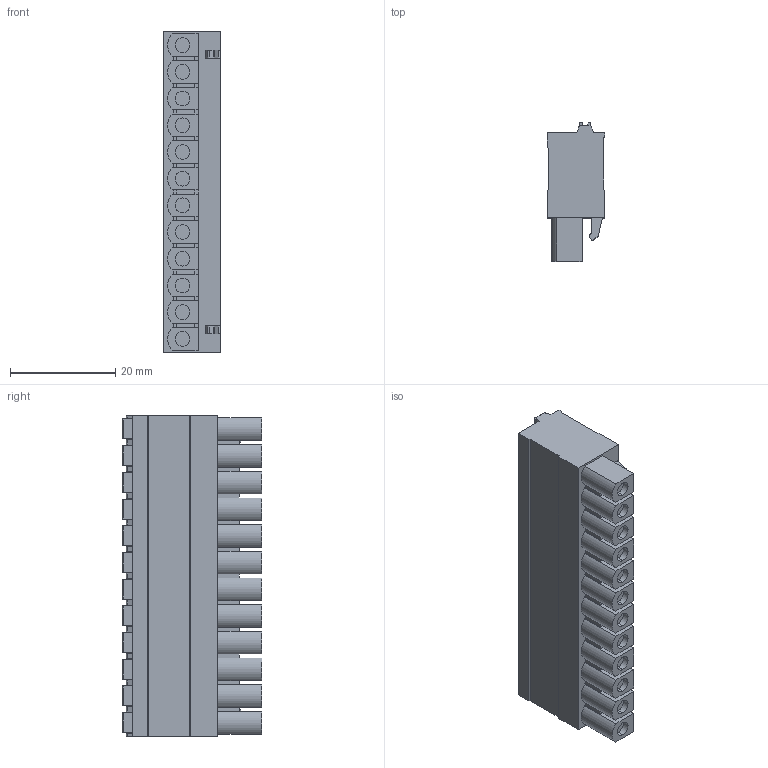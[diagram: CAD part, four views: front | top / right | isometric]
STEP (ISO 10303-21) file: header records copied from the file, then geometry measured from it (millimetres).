
FILE_DESCRIPTION((''),'2;1');
FILE_NAME('TLPS-317-03P-24P','2024-11-08T08:53:43',('tluser'),(''),'CREO PARAMETRIC BY PTC INC, 2018100','CREO PARAMETRIC BY PTC INC, 2018100','');
FILE_SCHEMA(('CONFIG_CONTROL_DESIGN'));
Length unit declared in the file: millimetre
Products named in the file (1): TLPS-317-03P-24P
Bounding box: 10.9 x 26.5 x 60.96 mm (x, y, z)
Volume: 12445.1 mm3; surface area: 6638.7 mm2
Topology: 1 solids, 1 shells, 664 faces, 1740 edges, 1128 vertices
Faces by surface type: plane 374, cylinder 242, torus 48
Entity records: 20426 total; most frequent: DIRECTION 3600, CARTESIAN_POINT 3532, ORIENTED_EDGE 3480, EDGE_CURVE 1740, VECTOR 1208, LINE 1208, AXIS2_PLACEMENT_3D 1196, VERTEX_POINT 1128
